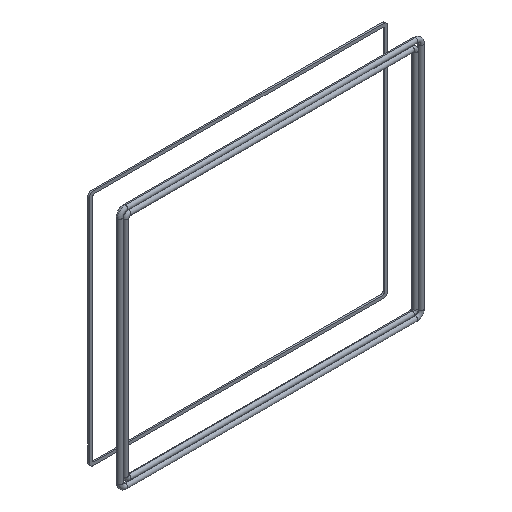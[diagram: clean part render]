
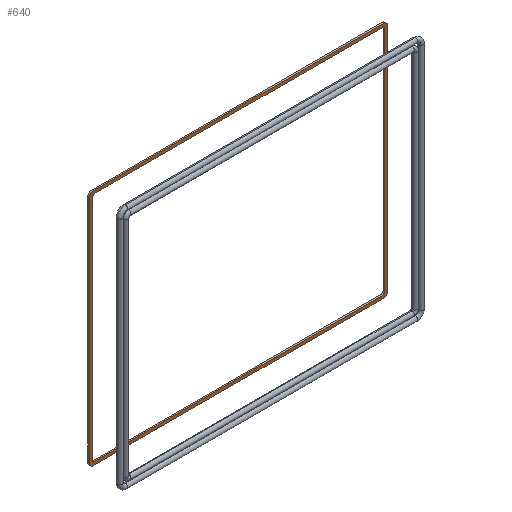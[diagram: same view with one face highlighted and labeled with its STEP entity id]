
A CAD part, isometric view. The second image highlights one B-rep face of the part: STEP entity #640.
In plain terms, the highlighted planar face has unit normal (0, -1, 0).
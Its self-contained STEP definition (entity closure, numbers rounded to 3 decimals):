
#13 = CARTESIAN_POINT ( 'NONE',  ( 142.5, -0.75, -115. ) ) ;
#16 = EDGE_CURVE ( 'NONE', #907, #518, #1182, .T. ) ;
#34 = DIRECTION ( 'NONE',  ( 0., 1., 0. ) ) ;
#35 = CARTESIAN_POINT ( 'NONE',  ( 145., -0.75, -112.5 ) ) ;
#45 = DIRECTION ( 'NONE',  ( 0., 1., 0. ) ) ;
#67 = ORIENTED_EDGE ( 'NONE', *, *, #1313, .F. ) ;
#71 = CARTESIAN_POINT ( 'NONE',  ( 148., -0.75, 113.5 ) ) ;
#74 = LINE ( 'NONE', #270, #345 ) ;
#80 = VECTOR ( 'NONE', #886, 1000. ) ;
#85 = VERTEX_POINT ( 'NONE', #1426 ) ;
#90 = AXIS2_PLACEMENT_3D ( 'NONE', #132, #989, #508 ) ;
#123 = ORIENTED_EDGE ( 'NONE', *, *, #221, .T. ) ;
#132 = CARTESIAN_POINT ( 'NONE',  ( 143.5, -0.75, 113.5 ) ) ;
#155 = DIRECTION ( 'NONE',  ( 0., 0., 1. ) ) ;
#156 = AXIS2_PLACEMENT_3D ( 'NONE', #771, #34, #1511 ) ;
#162 = DIRECTION ( 'NONE',  ( -1., 0., 0. ) ) ;
#205 = CARTESIAN_POINT ( 'NONE',  ( 145., -0.75, 112.5 ) ) ;
#207 = AXIS2_PLACEMENT_3D ( 'NONE', #1234, #1364, #635 ) ;
#215 = DIRECTION ( 'NONE',  ( 0., 0., 1. ) ) ;
#221 = EDGE_CURVE ( 'NONE', #1290, #944, #1180, .T. ) ;
#223 = VERTEX_POINT ( 'NONE', #1314 ) ;
#251 = CIRCLE ( 'NONE', #207, 4.5 ) ;
#270 = CARTESIAN_POINT ( 'NONE',  ( -143.5, -0.75, -118. ) ) ;
#272 = DIRECTION ( 'NONE',  ( 0., 0., -1. ) ) ;
#326 = CARTESIAN_POINT ( 'NONE',  ( 143.5, -0.75, 113.5 ) ) ;
#345 = VECTOR ( 'NONE', #1208, 1000. ) ;
#347 = DIRECTION ( 'NONE',  ( 0., 0., 1. ) ) ;
#351 = VERTEX_POINT ( 'NONE', #754 ) ;
#362 = CIRCLE ( 'NONE', #744, 4.5 ) ;
#389 = EDGE_LOOP ( 'NONE', ( #1523, #1109, #67, #778, #1581, #1113, #893, #1344 ) ) ;
#400 = DIRECTION ( 'NONE',  ( 0., 1., 0. ) ) ;
#403 = LINE ( 'NONE', #1249, #769 ) ;
#407 = CARTESIAN_POINT ( 'NONE',  ( -142.5, -0.75, 112.5 ) ) ;
#408 = LINE ( 'NONE', #527, #80 ) ;
#414 = ORIENTED_EDGE ( 'NONE', *, *, #1334, .T. ) ;
#451 = DIRECTION ( 'NONE',  ( 0., 1., 0. ) ) ;
#456 = DIRECTION ( 'NONE',  ( 0., 0., 1. ) ) ;
#460 = EDGE_CURVE ( 'NONE', #944, #85, #408, .T. ) ;
#461 = LINE ( 'NONE', #205, #673 ) ;
#464 = VECTOR ( 'NONE', #456, 1000. ) ;
#479 = EDGE_CURVE ( 'NONE', #758, #351, #362, .T. ) ;
#482 = LINE ( 'NONE', #1567, #464 ) ;
#500 = LINE ( 'NONE', #655, #1472 ) ;
#508 = DIRECTION ( 'NONE',  ( 0., 0., 1. ) ) ;
#518 = VERTEX_POINT ( 'NONE', #559 ) ;
#527 = CARTESIAN_POINT ( 'NONE',  ( -145., -0.75, 112.5 ) ) ;
#559 = CARTESIAN_POINT ( 'NONE',  ( 143.5, -0.75, 118. ) ) ;
#565 = AXIS2_PLACEMENT_3D ( 'NONE', #647, #1377, #155 ) ;
#573 = EDGE_CURVE ( 'NONE', #223, #645, #678, .T. ) ;
#590 = CARTESIAN_POINT ( 'NONE',  ( -142.5, -0.75, -112.5 ) ) ;
#613 = CARTESIAN_POINT ( 'NONE',  ( 145., -0.75, 112.5 ) ) ;
#621 = CARTESIAN_POINT ( 'NONE',  ( -142.5, -0.75, 115. ) ) ;
#635 = DIRECTION ( 'NONE',  ( 0., 0., -1. ) ) ;
#636 = CARTESIAN_POINT ( 'NONE',  ( -145., -0.75, -112.5 ) ) ;
#638 = DIRECTION ( 'NONE',  ( 0., 0., -1. ) ) ;
#640 = ADVANCED_FACE ( 'NONE', ( #1477, #1389 ), #1418, .F. ) ;
#642 = CARTESIAN_POINT ( 'NONE',  ( -142.5, -0.75, -115. ) ) ;
#645 = VERTEX_POINT ( 'NONE', #694 ) ;
#647 = CARTESIAN_POINT ( 'NONE',  ( 142.5, -0.75, 112.5 ) ) ;
#654 = EDGE_CURVE ( 'NONE', #351, #799, #482, .T. ) ;
#655 = CARTESIAN_POINT ( 'NONE',  ( -142.5, -0.75, 115. ) ) ;
#659 = CARTESIAN_POINT ( 'NONE',  ( -143.5, -0.75, -113.5 ) ) ;
#673 = VECTOR ( 'NONE', #1529, 1000. ) ;
#678 = CIRCLE ( 'NONE', #1236, 4.5 ) ;
#694 = CARTESIAN_POINT ( 'NONE',  ( 143.5, -0.75, -118. ) ) ;
#713 = CIRCLE ( 'NONE', #90, 4.5 ) ;
#744 = AXIS2_PLACEMENT_3D ( 'NONE', #659, #45, #638 ) ;
#754 = CARTESIAN_POINT ( 'NONE',  ( -148., -0.75, -113.5 ) ) ;
#758 = VERTEX_POINT ( 'NONE', #831 ) ;
#769 = VECTOR ( 'NONE', #162, 1000. ) ;
#771 = CARTESIAN_POINT ( 'NONE',  ( 142.5, -0.75, -112.5 ) ) ;
#778 = ORIENTED_EDGE ( 'NONE', *, *, #654, .F. ) ;
#795 = VERTEX_POINT ( 'NONE', #613 ) ;
#799 = VERTEX_POINT ( 'NONE', #1212 ) ;
#803 = DIRECTION ( 'NONE',  ( 0., 1., 0. ) ) ;
#812 = ORIENTED_EDGE ( 'NONE', *, *, #1277, .T. ) ;
#831 = CARTESIAN_POINT ( 'NONE',  ( -143.5, -0.75, -118. ) ) ;
#840 = CARTESIAN_POINT ( 'NONE',  ( -143.5, -0.75, 118. ) ) ;
#862 = VECTOR ( 'NONE', #272, 1000. ) ;
#867 = VECTOR ( 'NONE', #1171, 1000. ) ;
#873 = CARTESIAN_POINT ( 'NONE',  ( 148., -0.75, 113.5 ) ) ;
#884 = DIRECTION ( 'NONE',  ( 0., 0., -1. ) ) ;
#886 = DIRECTION ( 'NONE',  ( 0., 0., 1. ) ) ;
#893 = ORIENTED_EDGE ( 'NONE', *, *, #573, .F. ) ;
#899 = CIRCLE ( 'NONE', #565, 2.5 ) ;
#907 = VERTEX_POINT ( 'NONE', #840 ) ;
#914 = DIRECTION ( 'NONE',  ( 0., 0., -1. ) ) ;
#944 = VERTEX_POINT ( 'NONE', #636 ) ;
#969 = EDGE_CURVE ( 'NONE', #1365, #223, #1429, .T. ) ;
#989 = DIRECTION ( 'NONE',  ( 0., 1., 0. ) ) ;
#1020 = ORIENTED_EDGE ( 'NONE', *, *, #1374, .T. ) ;
#1021 = VERTEX_POINT ( 'NONE', #621 ) ;
#1027 = EDGE_CURVE ( 'NONE', #518, #1365, #713, .T. ) ;
#1034 = ORIENTED_EDGE ( 'NONE', *, *, #1271, .T. ) ;
#1058 = CARTESIAN_POINT ( 'NONE',  ( -143.5, -0.75, 118. ) ) ;
#1070 = VERTEX_POINT ( 'NONE', #35 ) ;
#1105 = DIRECTION ( 'NONE',  ( 1., 0., 0. ) ) ;
#1109 = ORIENTED_EDGE ( 'NONE', *, *, #16, .F. ) ;
#1113 = ORIENTED_EDGE ( 'NONE', *, *, #1227, .F. ) ;
#1132 = VERTEX_POINT ( 'NONE', #13 ) ;
#1148 = ORIENTED_EDGE ( 'NONE', *, *, #1259, .T. ) ;
#1171 = DIRECTION ( 'NONE',  ( 1., 0., 0. ) ) ;
#1180 = CIRCLE ( 'NONE', #1457, 2.5 ) ;
#1182 = LINE ( 'NONE', #1058, #867 ) ;
#1208 = DIRECTION ( 'NONE',  ( -1., 0., 0. ) ) ;
#1212 = CARTESIAN_POINT ( 'NONE',  ( -148., -0.75, 113.5 ) ) ;
#1227 = EDGE_CURVE ( 'NONE', #645, #758, #74, .T. ) ;
#1234 = CARTESIAN_POINT ( 'NONE',  ( -143.5, -0.75, 113.5 ) ) ;
#1236 = AXIS2_PLACEMENT_3D ( 'NONE', #1538, #803, #914 ) ;
#1249 = CARTESIAN_POINT ( 'NONE',  ( -142.5, -0.75, -115. ) ) ;
#1259 = EDGE_CURVE ( 'NONE', #85, #1021, #1372, .T. ) ;
#1268 = ORIENTED_EDGE ( 'NONE', *, *, #460, .T. ) ;
#1271 = EDGE_CURVE ( 'NONE', #1070, #1132, #1386, .T. ) ;
#1277 = EDGE_CURVE ( 'NONE', #1439, #795, #899, .T. ) ;
#1290 = VERTEX_POINT ( 'NONE', #642 ) ;
#1293 = EDGE_CURVE ( 'NONE', #1132, #1290, #403, .T. ) ;
#1313 = EDGE_CURVE ( 'NONE', #799, #907, #251, .T. ) ;
#1314 = CARTESIAN_POINT ( 'NONE',  ( 148., -0.75, -113.5 ) ) ;
#1320 = DIRECTION ( 'NONE',  ( 0., 1., 0. ) ) ;
#1334 = EDGE_CURVE ( 'NONE', #1021, #1439, #500, .T. ) ;
#1344 = ORIENTED_EDGE ( 'NONE', *, *, #969, .F. ) ;
#1364 = DIRECTION ( 'NONE',  ( 0., 1., 0. ) ) ;
#1365 = VERTEX_POINT ( 'NONE', #71 ) ;
#1372 = CIRCLE ( 'NONE', #1569, 2.5 ) ;
#1374 = EDGE_CURVE ( 'NONE', #795, #1070, #461, .T. ) ;
#1377 = DIRECTION ( 'NONE',  ( 0., 1., 0. ) ) ;
#1381 = ORIENTED_EDGE ( 'NONE', *, *, #1293, .T. ) ;
#1386 = CIRCLE ( 'NONE', #156, 2.5 ) ;
#1389 = FACE_BOUND ( 'NONE', #1580, .T. ) ;
#1418 = PLANE ( 'NONE',  #1448 ) ;
#1426 = CARTESIAN_POINT ( 'NONE',  ( -145., -0.75, 112.5 ) ) ;
#1429 = LINE ( 'NONE', #873, #862 ) ;
#1439 = VERTEX_POINT ( 'NONE', #1536 ) ;
#1448 = AXIS2_PLACEMENT_3D ( 'NONE', #326, #451, #215 ) ;
#1457 = AXIS2_PLACEMENT_3D ( 'NONE', #590, #1320, #347 ) ;
#1472 = VECTOR ( 'NONE', #1105, 1000. ) ;
#1477 = FACE_OUTER_BOUND ( 'NONE', #389, .T. ) ;
#1511 = DIRECTION ( 'NONE',  ( 0., 0., 1. ) ) ;
#1523 = ORIENTED_EDGE ( 'NONE', *, *, #1027, .F. ) ;
#1529 = DIRECTION ( 'NONE',  ( 0., 0., -1. ) ) ;
#1536 = CARTESIAN_POINT ( 'NONE',  ( 142.5, -0.75, 115. ) ) ;
#1538 = CARTESIAN_POINT ( 'NONE',  ( 143.5, -0.75, -113.5 ) ) ;
#1567 = CARTESIAN_POINT ( 'NONE',  ( -148., -0.75, 113.5 ) ) ;
#1569 = AXIS2_PLACEMENT_3D ( 'NONE', #407, #400, #884 ) ;
#1580 = EDGE_LOOP ( 'NONE', ( #123, #1268, #1148, #414, #812, #1020, #1034, #1381 ) ) ;
#1581 = ORIENTED_EDGE ( 'NONE', *, *, #479, .F. ) ;
